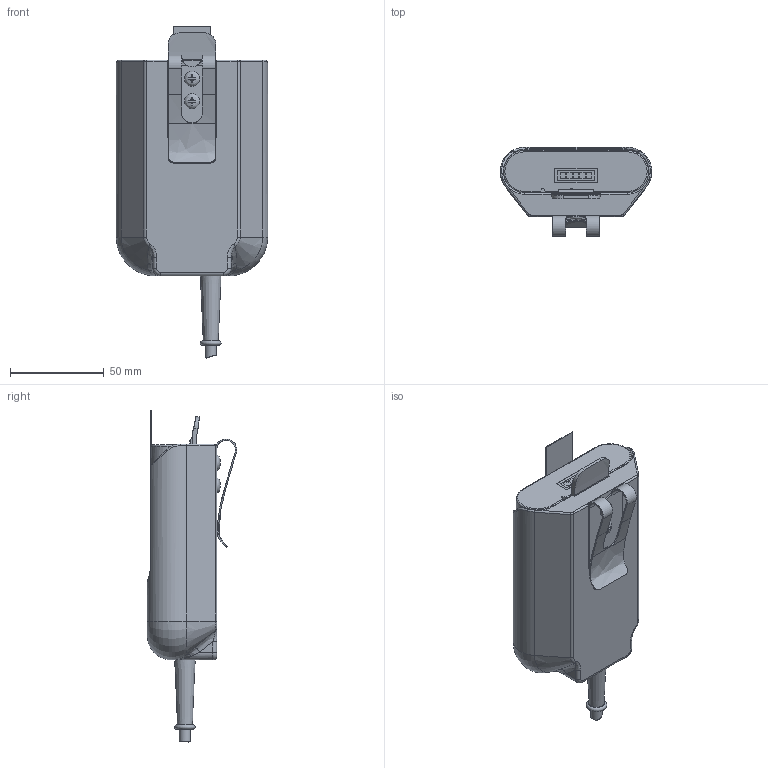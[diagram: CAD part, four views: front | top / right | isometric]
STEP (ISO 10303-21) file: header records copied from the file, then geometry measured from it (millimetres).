
FILE_DESCRIPTION(/* description */ ('STEP AP242','CAx-IF Rec.Pracs.---Representation and Presentation of Product Manufacturing Information (PMI)---4.0---2014-10-13','CAx-IF Rec.Pracs.---3D Tessellated Geometry---0.4---2014-09-14','2;1'),/* implementation_level */ '2;1');
FILE_NAME(/* name */ '65af8c88f021f30cfc74a8d2',/* time_stamp */ '2024-01-23T09:53:13Z',/* author */ (''),/* organization */ (''),/* preprocessor_version */ 'ST-DEVELOPER v19.4',/* originating_system */ ' ',/* authorisation */ ' ');
FILE_SCHEMA (('AP242_MANAGED_MODEL_BASED_3D_ENGINEERING_MIM_LF { 1 0 10303 442 1 1 4 }'));
Length unit declared in the file: metre
Products named in the file (1): Part 1
Bounding box: 81 x 47.79 x 177.32 mm (x, y, z)
Volume: 287953.5 mm3; surface area: 34586.5 mm2
Topology: 1 solids, 1 shells, 411 faces, 1078 edges, 692 vertices
Faces by surface type: plane 253, bspline 68, cylinder 64, torus 19, sphere 4, cone 3
Full cylindrical faces by diameter (mm): 1.5 x1, 6 x1, 6.3 x1
Entity records: 13874 total; most frequent: CARTESIAN_POINT 3570, ORIENTED_EDGE 2126, DIRECTION 1751, EDGE_CURVE 1063, LINE 709, VECTOR 709, VERTEX_POINT 688, AXIS2_PLACEMENT_3D 521
